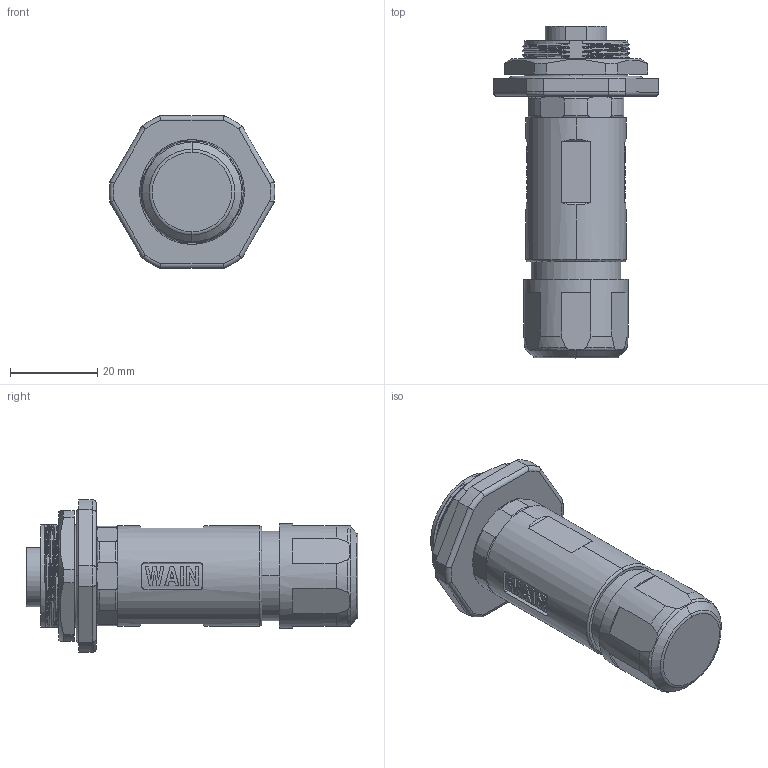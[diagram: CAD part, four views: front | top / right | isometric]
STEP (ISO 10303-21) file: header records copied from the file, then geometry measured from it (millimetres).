
FILE_DESCRIPTION((''),'2;1');
FILE_NAME('7_8-F04-CCT_R-T-DXX_SW0001','2020-12-08T',('tc.chen'),(''),'PRO/ENGINEER BY PARAMETRIC TECHNOLOGY CORPORATION, 2012480','PRO/ENGINEER BY PARAMETRIC TECHNOLOGY CORPORATION, 2012480','');
FILE_SCHEMA(('AUTOMOTIVE_DESIGN { 1 0 10303 214 1 1 1 1 }'));
Length unit declared in the file: millimetre
Products named in the file (1): 7_8-F04-CCT_R-T-DXX_SW0001
Bounding box: 37.97 x 76.15 x 35 mm (x, y, z)
Volume: 32807.8 mm3; surface area: 11976.6 mm2
Topology: 1 solids, 1 shells, 453 faces, 1210 edges, 785 vertices
Faces by surface type: plane 150, cylinder 149, bspline 88, torus 41, cone 25
Entity records: 31185 total; most frequent: CARTESIAN_POINT 19486, ORIENTED_EDGE 2420, DIRECTION 1854, EDGE_CURVE 1210, VERTEX_POINT 785, AXIS2_PLACEMENT_3D 687, EDGE_LOOP 491, VECTOR 480
